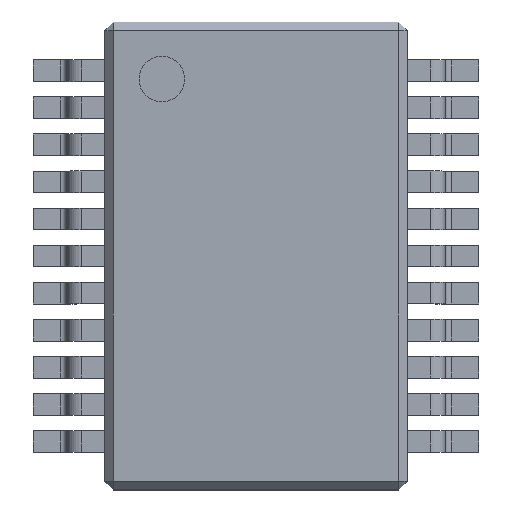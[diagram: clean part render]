
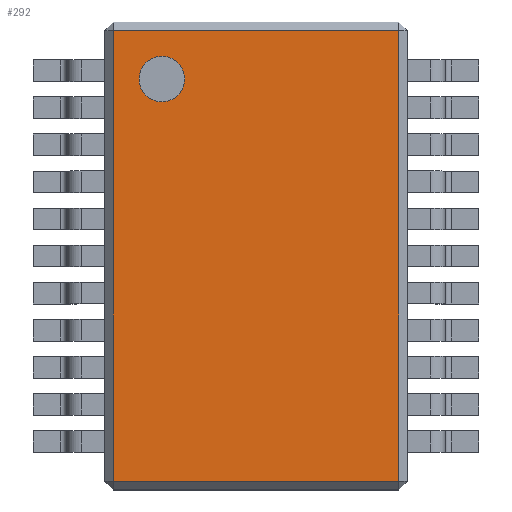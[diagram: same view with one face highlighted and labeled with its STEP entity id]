
A CAD part, top view. The second image highlights one B-rep face of the part: STEP entity #292.
In plain terms, the highlighted planar face has unit normal (0, 0, 1).
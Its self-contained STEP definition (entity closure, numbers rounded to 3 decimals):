
#13=DIRECTION('',(0.,0.,1.));
#14=DIRECTION('',(1.,0.,0.));
#85=VECTOR('',#86,1.);
#86=DIRECTION('',(0.,1.,0.));
#161=VERTEX_POINT('',#162);
#162=CARTESIAN_POINT('',(-2.5,-3.95,2.));
#170=VERTEX_POINT('',#171);
#171=CARTESIAN_POINT('',(-2.5,3.95,2.));
#176=ORIENTED_EDGE('',*,*,#177,.F.);
#177=EDGE_CURVE('',#161,#170,#178,.T.);
#178=LINE('',#179,#85);
#179=CARTESIAN_POINT('',(-2.5,-4.1,2.));
#249=VECTOR('',#14,1.);
#292=ADVANCED_FACE('',(#293,#311),#320,.T.);
#293=FACE_BOUND('',#294,.T.);
#294=EDGE_LOOP('',(#176,#295,#301,#307));
#295=ORIENTED_EDGE('',*,*,#296,.T.);
#296=EDGE_CURVE('',#161,#297,#299,.T.);
#297=VERTEX_POINT('',#298);
#298=CARTESIAN_POINT('',(2.5,-3.95,2.));
#299=LINE('',#300,#249);
#300=CARTESIAN_POINT('',(-2.65,-3.95,2.));
#301=ORIENTED_EDGE('',*,*,#302,.T.);
#302=EDGE_CURVE('',#297,#303,#305,.T.);
#303=VERTEX_POINT('',#304);
#304=CARTESIAN_POINT('',(2.5,3.95,2.));
#305=LINE('',#306,#85);
#306=CARTESIAN_POINT('',(2.5,-4.1,2.));
#307=ORIENTED_EDGE('',*,*,#308,.F.);
#308=EDGE_CURVE('',#170,#303,#309,.T.);
#309=LINE('',#310,#249);
#310=CARTESIAN_POINT('',(-2.65,3.95,2.));
#311=FACE_BOUND('',#312,.T.);
#312=EDGE_LOOP('',(#313));
#313=ORIENTED_EDGE('',*,*,#314,.F.);
#314=EDGE_CURVE('',#315,#315,#317,.T.);
#315=VERTEX_POINT('',#316);
#316=CARTESIAN_POINT('',(-1.25,3.1,2.));
#317=CIRCLE('',#318,0.4);
#318=AXIS2_PLACEMENT_3D('',#319,#13,#14);
#319=CARTESIAN_POINT('',(-1.65,3.1,2.));
#320=PLANE('',#321);
#321=AXIS2_PLACEMENT_3D('',#322,#13,#14);
#322=CARTESIAN_POINT('',(-2.65,-4.1,2.));
